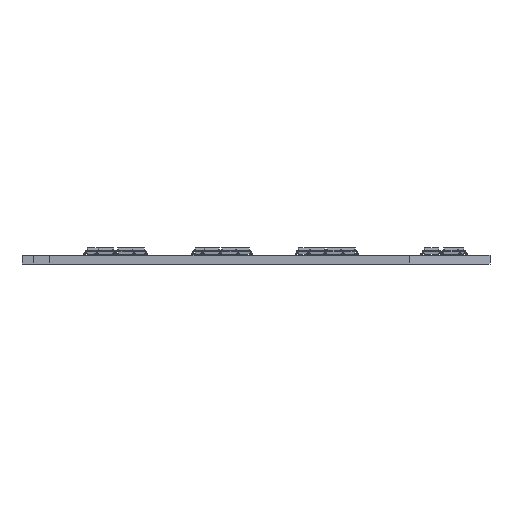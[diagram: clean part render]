
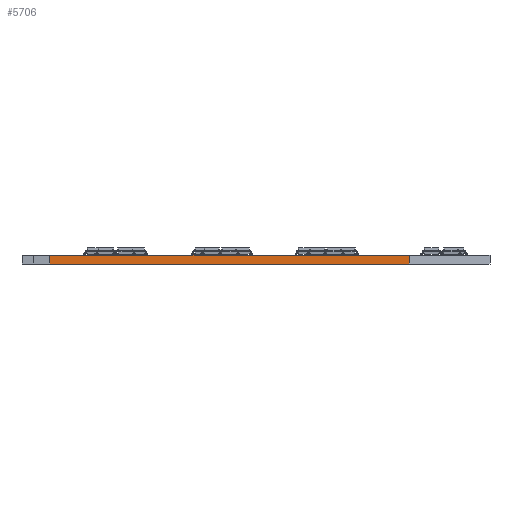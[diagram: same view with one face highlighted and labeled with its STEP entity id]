
A CAD part, left-side view. The second image highlights one B-rep face of the part: STEP entity #5706.
In plain terms, the highlighted planar face has unit normal (-1, 0, 0).
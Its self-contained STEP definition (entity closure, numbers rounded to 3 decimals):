
#2226 = VERTEX_POINT('',#2227);
#2227 = CARTESIAN_POINT('',(22.,-90.,0.));
#2233 = EDGE_CURVE('',#2226,#2234,#2236,.T.);
#2234 = VERTEX_POINT('',#2235);
#2235 = CARTESIAN_POINT('',(22.,-25.5,0.));
#2236 = LINE('',#2237,#2238);
#2237 = CARTESIAN_POINT('',(22.,-90.,0.));
#2238 = VECTOR('',#2239,1.);
#2239 = DIRECTION('',(0.,1.,0.));
#3853 = VERTEX_POINT('',#3854);
#3854 = CARTESIAN_POINT('',(22.,-90.,1.6));
#3860 = EDGE_CURVE('',#3853,#3861,#3863,.T.);
#3861 = VERTEX_POINT('',#3862);
#3862 = CARTESIAN_POINT('',(22.,-25.5,1.6));
#3863 = LINE('',#3864,#3865);
#3864 = CARTESIAN_POINT('',(22.,-90.,1.6));
#3865 = VECTOR('',#3866,1.);
#3866 = DIRECTION('',(0.,1.,0.));
#5678 = EDGE_CURVE('',#2226,#3853,#5679,.T.);
#5679 = LINE('',#5680,#5681);
#5680 = CARTESIAN_POINT('',(22.,-90.,0.));
#5681 = VECTOR('',#5682,1.);
#5682 = DIRECTION('',(0.,0.,1.));
#5693 = EDGE_CURVE('',#2234,#3861,#5694,.T.);
#5694 = LINE('',#5695,#5696);
#5695 = CARTESIAN_POINT('',(22.,-25.5,0.));
#5696 = VECTOR('',#5697,1.);
#5697 = DIRECTION('',(0.,0.,1.));
#5706 = ADVANCED_FACE('',(#5707),#5713,.T.);
#5707 = FACE_BOUND('',#5708,.T.);
#5708 = EDGE_LOOP('',(#5709,#5710,#5711,#5712));
#5709 = ORIENTED_EDGE('',*,*,#5678,.T.);
#5710 = ORIENTED_EDGE('',*,*,#3860,.T.);
#5711 = ORIENTED_EDGE('',*,*,#5693,.F.);
#5712 = ORIENTED_EDGE('',*,*,#2233,.F.);
#5713 = PLANE('',#5714);
#5714 = AXIS2_PLACEMENT_3D('',#5715,#5716,#5717);
#5715 = CARTESIAN_POINT('',(22.,-90.,0.));
#5716 = DIRECTION('',(-1.,0.,0.));
#5717 = DIRECTION('',(0.,1.,0.));
